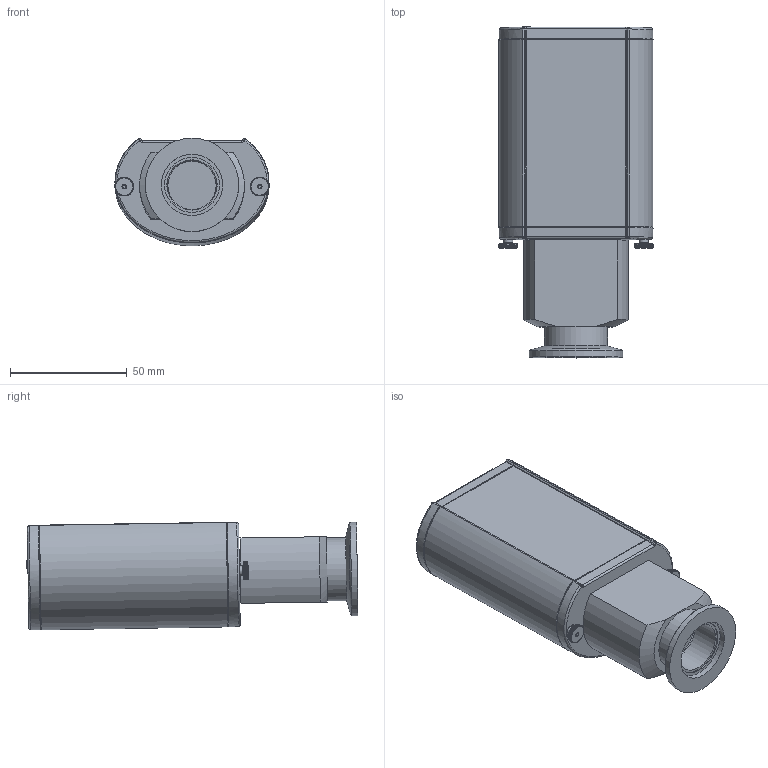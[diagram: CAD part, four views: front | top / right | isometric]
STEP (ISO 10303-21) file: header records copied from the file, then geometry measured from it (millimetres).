
FILE_DESCRIPTION (( 'STEP AP203' ), '1' );
FILE_NAME ('PBR KF25.STEP', '2022-06-20T12:22:25', ( '' ), ( '' ), 'SwSTEP 2.0', 'SolidWorks 2019', '' );
FILE_SCHEMA (( 'CONFIG_CONTROL_DESIGN' ));
Length unit declared in the file: millimetre
Products named in the file (1): PBR KF25
Bounding box: 66 x 142.16 x 46.11 mm (x, y, z)
Volume: 90970.6 mm3; surface area: 55069.5 mm2
Topology: 15 solids, 15 shells, 1227 faces, 3349 edges, 2155 vertices
Faces by surface type: plane 643, cylinder 327, bspline 179, cone 41, torus 37
Full cylindrical faces by diameter (mm): 1.2 x2, 1.6 x2, 2 x4, 2.05 x4, 2.2 x2, 2.3 x4, 2.5 x1, 2.54 x1, 2.6 x5, 3 x1, 3.175 x1, 4 x4, 5 x1, 6.5 x1, 21.5 x1, 23.5 x1, 26.2 x1, 27 x1, 40 x1
Entity records: 52420 total; most frequent: CARTESIAN_POINT 24741, ORIENTED_EDGE 6368, DIRECTION 4696, EDGE_CURVE 3184, VERTEX_POINT 2124, AXIS2_PLACEMENT_3D 1767, EDGE_LOOP 1398, FACE_OUTER_BOUND 1298
